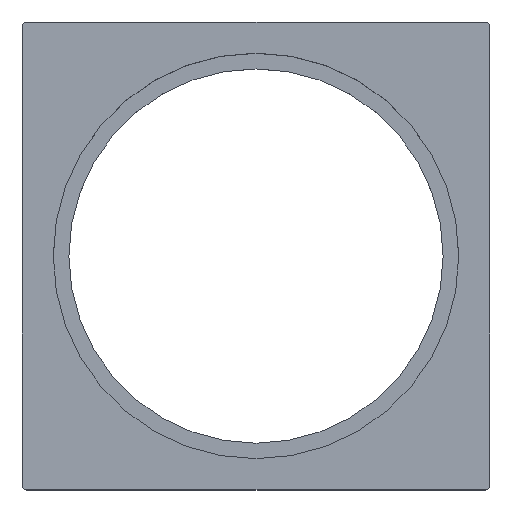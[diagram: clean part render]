
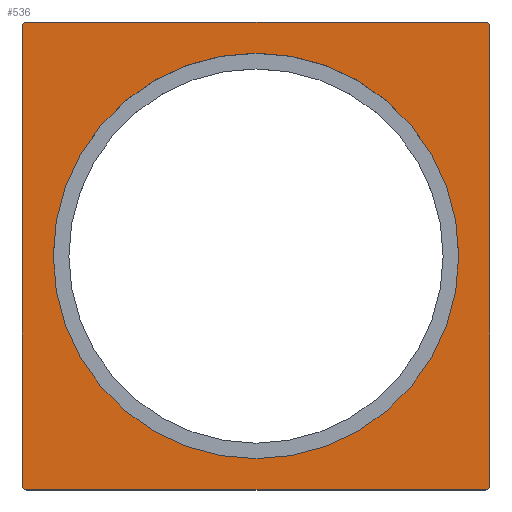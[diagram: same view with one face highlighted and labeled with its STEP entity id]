
A CAD part, top view. The second image highlights one B-rep face of the part: STEP entity #536.
In plain terms, the highlighted planar face has unit normal (0, 0, 1).
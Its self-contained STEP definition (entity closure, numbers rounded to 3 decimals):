
#1 = ORIENTED_EDGE ( 'NONE', *, *, #823, .T. ) ;
#5 = AXIS2_PLACEMENT_3D ( 'NONE', #326, #169, #32 ) ;
#8 = DIRECTION ( 'NONE',  ( 0., 0., 1. ) ) ;
#11 = VERTEX_POINT ( 'NONE', #92 ) ;
#23 = CIRCLE ( 'NONE', #762, 0.3 ) ;
#26 = CARTESIAN_POINT ( 'NONE',  ( 2., 15., 6. ) ) ;
#29 = DIRECTION ( 'NONE',  ( 0., 0., -1. ) ) ;
#32 = DIRECTION ( 'NONE',  ( 1., 0., 0. ) ) ;
#38 = CARTESIAN_POINT ( 'NONE',  ( 29.7, 0.3, 6. ) ) ;
#40 = DIRECTION ( 'NONE',  ( -1., 0., 0. ) ) ;
#43 = CARTESIAN_POINT ( 'NONE',  ( 0., 0., 6. ) ) ;
#45 = CARTESIAN_POINT ( 'NONE',  ( 29.7, 29.7, 6. ) ) ;
#69 = DIRECTION ( 'NONE',  ( -1., 0., 0. ) ) ;
#70 = EDGE_CURVE ( 'NONE', #11, #383, #269, .T. ) ;
#79 = EDGE_CURVE ( 'NONE', #137, #352, #430, .T. ) ;
#81 = ORIENTED_EDGE ( 'NONE', *, *, #722, .T. ) ;
#85 = CARTESIAN_POINT ( 'NONE',  ( 0., 29.7, 6. ) ) ;
#88 = CARTESIAN_POINT ( 'NONE',  ( 0., 0., 6. ) ) ;
#92 = CARTESIAN_POINT ( 'NONE',  ( 0.3, 0., 6. ) ) ;
#93 = ORIENTED_EDGE ( 'NONE', *, *, #864, .T. ) ;
#96 = VERTEX_POINT ( 'NONE', #736 ) ;
#102 = DIRECTION ( 'NONE',  ( 0., 0., 1. ) ) ;
#137 = VERTEX_POINT ( 'NONE', #26 ) ;
#139 = ORIENTED_EDGE ( 'NONE', *, *, #70, .T. ) ;
#148 = VECTOR ( 'NONE', #822, 1000. ) ;
#164 = CIRCLE ( 'NONE', #244, 13. ) ;
#169 = DIRECTION ( 'NONE',  ( 0., 0., 1. ) ) ;
#177 = ORIENTED_EDGE ( 'NONE', *, *, #810, .T. ) ;
#207 = CARTESIAN_POINT ( 'NONE',  ( 29.7, 0., 6. ) ) ;
#241 = AXIS2_PLACEMENT_3D ( 'NONE', #38, #325, #813 ) ;
#242 = CIRCLE ( 'NONE', #313, 0.3 ) ;
#244 = AXIS2_PLACEMENT_3D ( 'NONE', #855, #8, #650 ) ;
#249 = EDGE_LOOP ( 'NONE', ( #547, #580 ) ) ;
#269 = LINE ( 'NONE', #43, #894 ) ;
#284 = EDGE_LOOP ( 'NONE', ( #139, #81, #315, #1, #177, #419, #93, #524 ) ) ;
#293 = CIRCLE ( 'NONE', #596, 0.3 ) ;
#313 = AXIS2_PLACEMENT_3D ( 'NONE', #899, #357, #903 ) ;
#315 = ORIENTED_EDGE ( 'NONE', *, *, #578, .T. ) ;
#325 = DIRECTION ( 'NONE',  ( 0., 0., 1. ) ) ;
#326 = CARTESIAN_POINT ( 'NONE',  ( 15., 15., 6. ) ) ;
#337 = CARTESIAN_POINT ( 'NONE',  ( 0., 0., 6. ) ) ;
#352 = VERTEX_POINT ( 'NONE', #701 ) ;
#357 = DIRECTION ( 'NONE',  ( 0., 0., 1. ) ) ;
#359 = EDGE_CURVE ( 'NONE', #789, #458, #293, .T. ) ;
#362 = DIRECTION ( 'NONE',  ( 0., 0., 1. ) ) ;
#383 = VERTEX_POINT ( 'NONE', #207 ) ;
#387 = AXIS2_PLACEMENT_3D ( 'NONE', #88, #29, #658 ) ;
#419 = ORIENTED_EDGE ( 'NONE', *, *, #359, .T. ) ;
#423 = EDGE_CURVE ( 'NONE', #352, #137, #164, .T. ) ;
#425 = VERTEX_POINT ( 'NONE', #427 ) ;
#427 = CARTESIAN_POINT ( 'NONE',  ( 29.7, 30., 6. ) ) ;
#430 = CIRCLE ( 'NONE', #5, 13. ) ;
#448 = DIRECTION ( 'NONE',  ( 1., 0., 0. ) ) ;
#449 = VECTOR ( 'NONE', #892, 1000. ) ;
#458 = VERTEX_POINT ( 'NONE', #85 ) ;
#497 = LINE ( 'NONE', #760, #449 ) ;
#513 = PLANE ( 'NONE',  #387 ) ;
#524 = ORIENTED_EDGE ( 'NONE', *, *, #772, .T. ) ;
#535 = CARTESIAN_POINT ( 'NONE',  ( 30., 29.7, 6. ) ) ;
#536 = ADVANCED_FACE ( 'NONE', ( #555, #820 ), #513, .F. ) ;
#547 = ORIENTED_EDGE ( 'NONE', *, *, #423, .F. ) ;
#555 = FACE_BOUND ( 'NONE', #249, .T. ) ;
#577 = VERTEX_POINT ( 'NONE', #583 ) ;
#578 = EDGE_CURVE ( 'NONE', #577, #862, #807, .T. ) ;
#580 = ORIENTED_EDGE ( 'NONE', *, *, #79, .F. ) ;
#583 = CARTESIAN_POINT ( 'NONE',  ( 30., 0.3, 6. ) ) ;
#596 = AXIS2_PLACEMENT_3D ( 'NONE', #911, #362, #69 ) ;
#611 = CARTESIAN_POINT ( 'NONE',  ( 0.3, 30., 6. ) ) ;
#650 = DIRECTION ( 'NONE',  ( 1., 0., 0. ) ) ;
#654 = DIRECTION ( 'NONE',  ( 0., 1., 0. ) ) ;
#658 = DIRECTION ( 'NONE',  ( -1., 0., 0. ) ) ;
#701 = CARTESIAN_POINT ( 'NONE',  ( 28., 15., 6. ) ) ;
#722 = EDGE_CURVE ( 'NONE', #383, #577, #818, .T. ) ;
#736 = CARTESIAN_POINT ( 'NONE',  ( 0., 0.3, 6. ) ) ;
#759 = VECTOR ( 'NONE', #654, 1000. ) ;
#760 = CARTESIAN_POINT ( 'NONE',  ( 0., 30., 6. ) ) ;
#762 = AXIS2_PLACEMENT_3D ( 'NONE', #45, #102, #40 ) ;
#772 = EDGE_CURVE ( 'NONE', #96, #11, #242, .T. ) ;
#789 = VERTEX_POINT ( 'NONE', #611 ) ;
#807 = LINE ( 'NONE', #863, #759 ) ;
#810 = EDGE_CURVE ( 'NONE', #425, #789, #497, .T. ) ;
#813 = DIRECTION ( 'NONE',  ( -1., 0., 0. ) ) ;
#818 = CIRCLE ( 'NONE', #241, 0.3 ) ;
#820 = FACE_OUTER_BOUND ( 'NONE', #284, .T. ) ;
#822 = DIRECTION ( 'NONE',  ( 0., -1., 0. ) ) ;
#823 = EDGE_CURVE ( 'NONE', #862, #425, #23, .T. ) ;
#855 = CARTESIAN_POINT ( 'NONE',  ( 15., 15., 6. ) ) ;
#861 = LINE ( 'NONE', #337, #148 ) ;
#862 = VERTEX_POINT ( 'NONE', #535 ) ;
#863 = CARTESIAN_POINT ( 'NONE',  ( 30., 0., 6. ) ) ;
#864 = EDGE_CURVE ( 'NONE', #458, #96, #861, .T. ) ;
#892 = DIRECTION ( 'NONE',  ( -1., 0., 0. ) ) ;
#894 = VECTOR ( 'NONE', #448, 1000. ) ;
#899 = CARTESIAN_POINT ( 'NONE',  ( 0.3, 0.3, 6. ) ) ;
#903 = DIRECTION ( 'NONE',  ( -1., 0., 0. ) ) ;
#911 = CARTESIAN_POINT ( 'NONE',  ( 0.3, 29.7, 6. ) ) ;
